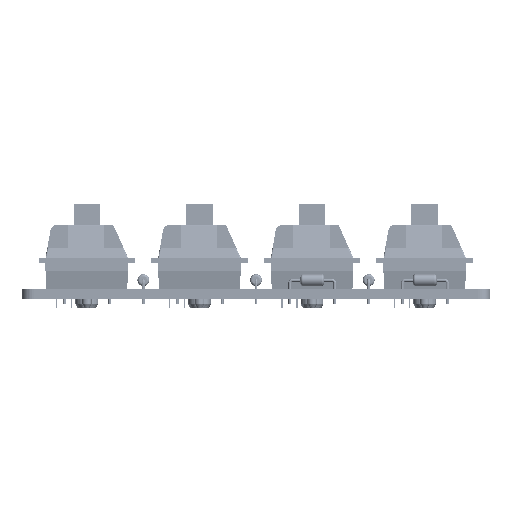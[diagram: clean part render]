
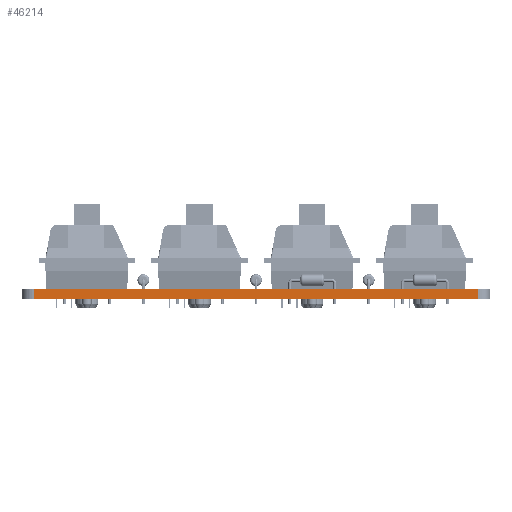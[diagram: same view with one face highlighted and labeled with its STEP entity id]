
A CAD part, left-side view. The second image highlights one B-rep face of the part: STEP entity #46214.
In plain terms, the highlighted planar face has unit normal (-1, 0, 0).
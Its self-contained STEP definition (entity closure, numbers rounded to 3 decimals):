
#10735 = PLANE('',#10736);
#10736 = AXIS2_PLACEMENT_3D('',#10737,#10738,#10739);
#10737 = CARTESIAN_POINT('',(-2.556,-9.525,1.6));
#10738 = DIRECTION('',(-0.,-0.,-1.));
#10739 = DIRECTION('',(-1.,0.,0.));
#10789 = PLANE('',#10790);
#10790 = AXIS2_PLACEMENT_3D('',#10791,#10792,#10793);
#10791 = CARTESIAN_POINT('',(-2.556,-9.525,0.));
#10792 = DIRECTION('',(-0.,-0.,-1.));
#10793 = DIRECTION('',(-1.,0.,0.));
#11822 = VERTEX_POINT('',#11823);
#11823 = CARTESIAN_POINT('',(-130.063,-47.1,0.));
#11837 = PLANE('',#11838);
#11838 = AXIS2_PLACEMENT_3D('',#11839,#11840,#11841);
#11839 = CARTESIAN_POINT('',(-130.042,-47.385,0.));
#11840 = DIRECTION('',(-0.997,-0.071,0.));
#11841 = DIRECTION('',(-0.071,0.997,0.));
#11849 = EDGE_CURVE('',#11822,#11850,#11852,.T.);
#11850 = VERTEX_POINT('',#11851);
#11851 = CARTESIAN_POINT('',(-130.063,28.05,0.));
#11852 = SURFACE_CURVE('',#11853,(#11857,#11864),.PCURVE_S1.);
#11853 = LINE('',#11854,#11855);
#11854 = CARTESIAN_POINT('',(-130.063,-47.1,0.));
#11855 = VECTOR('',#11856,1.);
#11856 = DIRECTION('',(0.,1.,0.));
#11857 = PCURVE('',#10789,#11858);
#11858 = DEFINITIONAL_REPRESENTATION('',(#11859),#11863);
#11859 = LINE('',#11860,#11861);
#11860 = CARTESIAN_POINT('',(127.506,-37.575));
#11861 = VECTOR('',#11862,1.);
#11862 = DIRECTION('',(0.,1.));
#11863 = ( GEOMETRIC_REPRESENTATION_CONTEXT(2) 
PARAMETRIC_REPRESENTATION_CONTEXT() REPRESENTATION_CONTEXT('2D SPACE',''
  ) );
#11864 = PCURVE('',#11865,#11870);
#11865 = PLANE('',#11866);
#11866 = AXIS2_PLACEMENT_3D('',#11867,#11868,#11869);
#11867 = CARTESIAN_POINT('',(-130.063,-47.1,0.));
#11868 = DIRECTION('',(-1.,0.,0.));
#11869 = DIRECTION('',(0.,1.,0.));
#11870 = DEFINITIONAL_REPRESENTATION('',(#11871),#11875);
#11871 = LINE('',#11872,#11873);
#11872 = CARTESIAN_POINT('',(0.,0.));
#11873 = VECTOR('',#11874,1.);
#11874 = DIRECTION('',(1.,0.));
#11875 = ( GEOMETRIC_REPRESENTATION_CONTEXT(2) 
PARAMETRIC_REPRESENTATION_CONTEXT() REPRESENTATION_CONTEXT('2D SPACE',''
  ) );
#11893 = PLANE('',#11894);
#11894 = AXIS2_PLACEMENT_3D('',#11895,#11896,#11897);
#11895 = CARTESIAN_POINT('',(-130.063,28.05,0.));
#11896 = DIRECTION('',(-0.997,0.071,0.));
#11897 = DIRECTION('',(0.071,0.997,0.));
#30349 = VERTEX_POINT('',#30350);
#30350 = CARTESIAN_POINT('',(-130.063,-47.1,1.6));
#30371 = EDGE_CURVE('',#30349,#30372,#30374,.T.);
#30372 = VERTEX_POINT('',#30373);
#30373 = CARTESIAN_POINT('',(-130.063,28.05,1.6));
#30374 = SURFACE_CURVE('',#30375,(#30379,#30386),.PCURVE_S1.);
#30375 = LINE('',#30376,#30377);
#30376 = CARTESIAN_POINT('',(-130.063,-47.1,1.6));
#30377 = VECTOR('',#30378,1.);
#30378 = DIRECTION('',(0.,1.,0.));
#30379 = PCURVE('',#10735,#30380);
#30380 = DEFINITIONAL_REPRESENTATION('',(#30381),#30385);
#30381 = LINE('',#30382,#30383);
#30382 = CARTESIAN_POINT('',(127.506,-37.575));
#30383 = VECTOR('',#30384,1.);
#30384 = DIRECTION('',(0.,1.));
#30385 = ( GEOMETRIC_REPRESENTATION_CONTEXT(2) 
PARAMETRIC_REPRESENTATION_CONTEXT() REPRESENTATION_CONTEXT('2D SPACE',''
  ) );
#30386 = PCURVE('',#11865,#30387);
#30387 = DEFINITIONAL_REPRESENTATION('',(#30388),#30392);
#30388 = LINE('',#30389,#30390);
#30389 = CARTESIAN_POINT('',(0.,-1.6));
#30390 = VECTOR('',#30391,1.);
#30391 = DIRECTION('',(1.,0.));
#30392 = ( GEOMETRIC_REPRESENTATION_CONTEXT(2) 
PARAMETRIC_REPRESENTATION_CONTEXT() REPRESENTATION_CONTEXT('2D SPACE',''
  ) );
#46164 = EDGE_CURVE('',#11850,#30372,#46165,.T.);
#46165 = SURFACE_CURVE('',#46166,(#46170,#46177),.PCURVE_S1.);
#46166 = LINE('',#46167,#46168);
#46167 = CARTESIAN_POINT('',(-130.063,28.05,0.));
#46168 = VECTOR('',#46169,1.);
#46169 = DIRECTION('',(0.,0.,1.));
#46170 = PCURVE('',#11893,#46171);
#46171 = DEFINITIONAL_REPRESENTATION('',(#46172),#46176);
#46172 = LINE('',#46173,#46174);
#46173 = CARTESIAN_POINT('',(0.,0.));
#46174 = VECTOR('',#46175,1.);
#46175 = DIRECTION('',(0.,-1.));
#46176 = ( GEOMETRIC_REPRESENTATION_CONTEXT(2) 
PARAMETRIC_REPRESENTATION_CONTEXT() REPRESENTATION_CONTEXT('2D SPACE',''
  ) );
#46177 = PCURVE('',#11865,#46178);
#46178 = DEFINITIONAL_REPRESENTATION('',(#46179),#46183);
#46179 = LINE('',#46180,#46181);
#46180 = CARTESIAN_POINT('',(75.15,0.));
#46181 = VECTOR('',#46182,1.);
#46182 = DIRECTION('',(0.,-1.));
#46183 = ( GEOMETRIC_REPRESENTATION_CONTEXT(2) 
PARAMETRIC_REPRESENTATION_CONTEXT() REPRESENTATION_CONTEXT('2D SPACE',''
  ) );
#46214 = ADVANCED_FACE('',(#46215),#11865,.T.);
#46215 = FACE_BOUND('',#46216,.T.);
#46216 = EDGE_LOOP('',(#46217,#46238,#46239,#46240));
#46217 = ORIENTED_EDGE('',*,*,#46218,.T.);
#46218 = EDGE_CURVE('',#11822,#30349,#46219,.T.);
#46219 = SURFACE_CURVE('',#46220,(#46224,#46231),.PCURVE_S1.);
#46220 = LINE('',#46221,#46222);
#46221 = CARTESIAN_POINT('',(-130.063,-47.1,0.));
#46222 = VECTOR('',#46223,1.);
#46223 = DIRECTION('',(0.,0.,1.));
#46224 = PCURVE('',#11865,#46225);
#46225 = DEFINITIONAL_REPRESENTATION('',(#46226),#46230);
#46226 = LINE('',#46227,#46228);
#46227 = CARTESIAN_POINT('',(0.,0.));
#46228 = VECTOR('',#46229,1.);
#46229 = DIRECTION('',(0.,-1.));
#46230 = ( GEOMETRIC_REPRESENTATION_CONTEXT(2) 
PARAMETRIC_REPRESENTATION_CONTEXT() REPRESENTATION_CONTEXT('2D SPACE',''
  ) );
#46231 = PCURVE('',#11837,#46232);
#46232 = DEFINITIONAL_REPRESENTATION('',(#46233),#46237);
#46233 = LINE('',#46234,#46235);
#46234 = CARTESIAN_POINT('',(0.285,0.));
#46235 = VECTOR('',#46236,1.);
#46236 = DIRECTION('',(0.,-1.));
#46237 = ( GEOMETRIC_REPRESENTATION_CONTEXT(2) 
PARAMETRIC_REPRESENTATION_CONTEXT() REPRESENTATION_CONTEXT('2D SPACE',''
  ) );
#46238 = ORIENTED_EDGE('',*,*,#30371,.T.);
#46239 = ORIENTED_EDGE('',*,*,#46164,.F.);
#46240 = ORIENTED_EDGE('',*,*,#11849,.F.);
